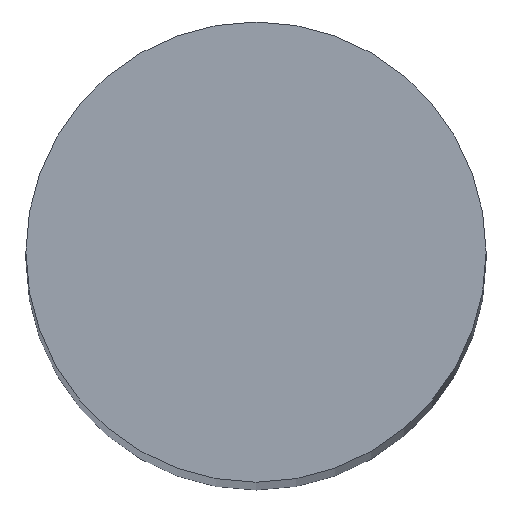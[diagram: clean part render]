
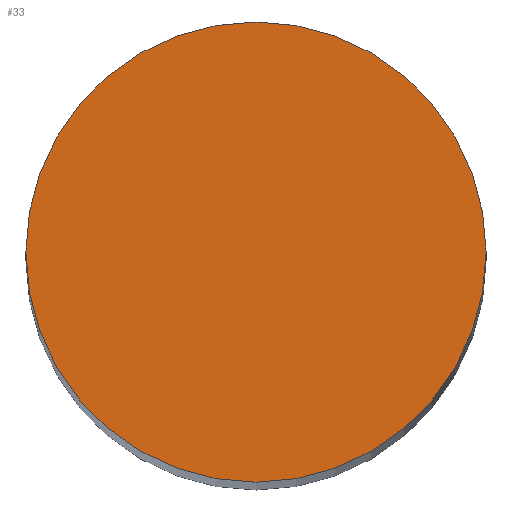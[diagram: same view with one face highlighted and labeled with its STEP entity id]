
A CAD part, top view. The second image highlights one B-rep face of the part: STEP entity #33.
In plain terms, the highlighted planar face has unit normal (0, 0, 1).
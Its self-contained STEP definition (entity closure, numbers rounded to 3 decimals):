
#30=EDGE_CURVE('240[2]',#62,#62,#63,.T.);
#33=ADVANCED_FACE('240[2]',(#66),#67,.T.);
#62=VERTEX_POINT('',#91);
#63=CIRCLE('',#92,5.0);
#66=FACE_OUTER_BOUND('',#96,.T.);
#67=PLANE('',#97);
#91=CARTESIAN_POINT('',(0.,5.,97.0));
#92=AXIS2_PLACEMENT_3D('',#117,#118,#119);
#96=EDGE_LOOP('',(#121));
#97=AXIS2_PLACEMENT_3D('',#122,#123,#124);
#117=CARTESIAN_POINT('',(0.,0.,97.0));
#118=DIRECTION('',(0.,0.,-1.0));
#119=DIRECTION('',(0.,1.0,0.));
#121=ORIENTED_EDGE('',*,*,#30,.F.);
#122=CARTESIAN_POINT('',(0.,2.5,97.0));
#123=DIRECTION('',(0.,0.,1.0));
#124=DIRECTION('',(1.0,0.,0.0));
